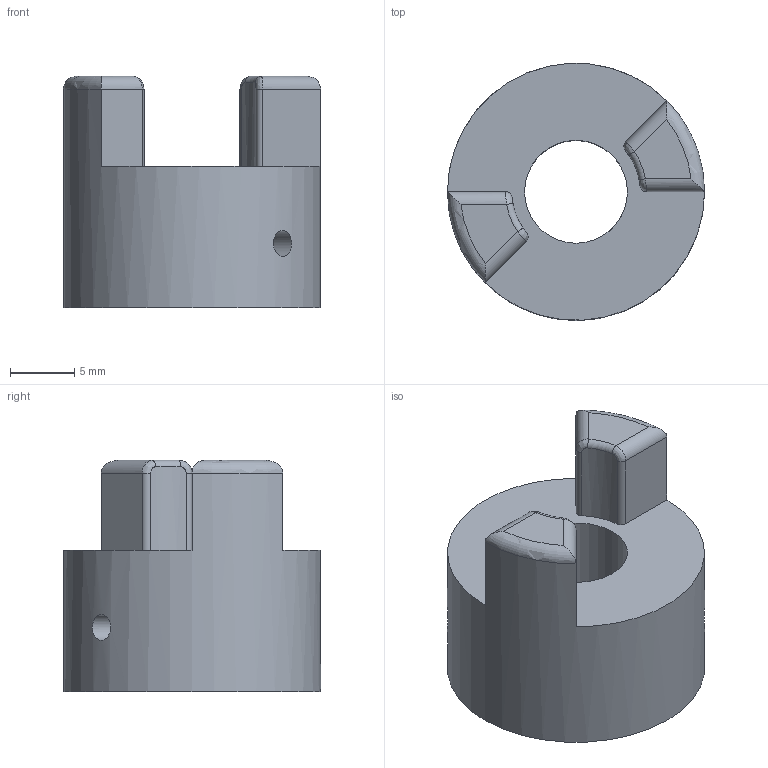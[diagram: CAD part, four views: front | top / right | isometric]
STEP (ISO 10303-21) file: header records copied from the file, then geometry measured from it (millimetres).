
FILE_DESCRIPTION(/* description */ (''),/* implementation_level */ '2;1');
FILE_NAME(/* name */ 'Segment spojke A MPR-02-03.stp',/* time_stamp */ '2022-09-18T22:33:09+02:00',/* author */ ('Luka'),/* organization */ (''),/* preprocessor_version */ 'ST-DEVELOPER v18',/* originating_system */ 'Autodesk Inventor 2020',/* authorisation */ '');
FILE_SCHEMA (('AUTOMOTIVE_DESIGN { 1 0 10303 214 3 1 1 }'));
Length unit declared in the file: millimetre
Products named in the file (1): Spojka motora_4
Bounding box: 20 x 20 x 18 mm (x, y, z)
Volume: 3268.6 mm3; surface area: 1840.2 mm2
Topology: 1 solids, 1 shells, 30 faces, 77 edges, 49 vertices
Faces by surface type: cylinder 14, plane 8, bspline 4, torus 4
Full cylindrical faces by diameter (mm): 2 x2, 8 x1, 20 x1
Entity records: 1241 total; most frequent: CARTESIAN_POINT 473, ORIENTED_EDGE 154, DIRECTION 140, EDGE_CURVE 77, AXIS2_PLACEMENT_3D 56, VERTEX_POINT 49, EDGE_LOOP 36, FACE_OUTER_BOUND 30
